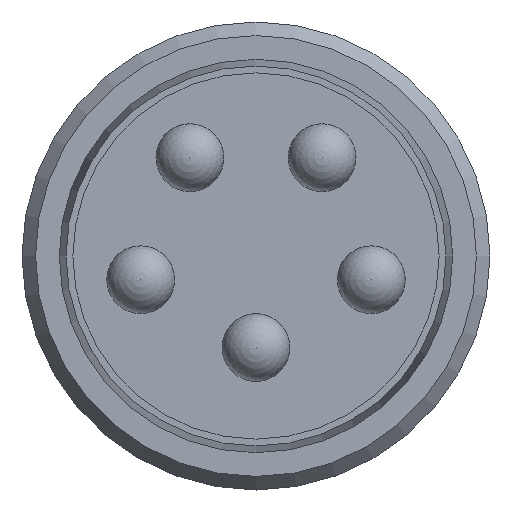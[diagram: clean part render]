
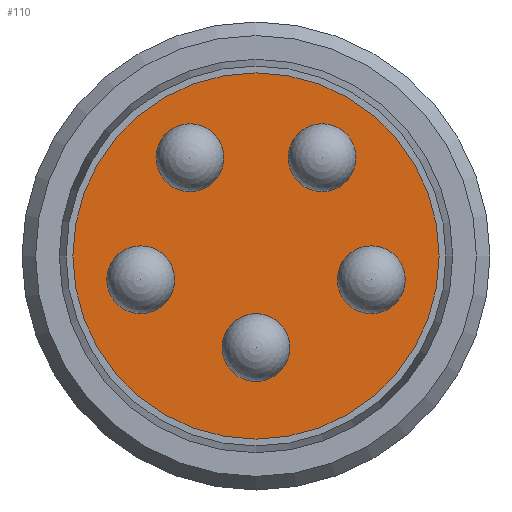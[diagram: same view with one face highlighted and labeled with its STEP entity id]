
A CAD part, front view. The second image highlights one B-rep face of the part: STEP entity #110.
In plain terms, the highlighted planar face has unit normal (0, -1, 0).
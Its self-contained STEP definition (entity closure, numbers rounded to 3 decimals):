
#110=ADVANCED_FACE('',(#180,#181,#182,#183,#184,#185),#165,.F.);
#165=PLANE('',#684);
#180=FACE_BOUND('',#266,.T.);
#181=FACE_BOUND('',#267,.T.);
#182=FACE_BOUND('',#268,.T.);
#183=FACE_BOUND('',#269,.T.);
#184=FACE_BOUND('',#270,.T.);
#185=FACE_BOUND('',#271,.T.);
#266=EDGE_LOOP('',(#368));
#267=EDGE_LOOP('',(#369));
#268=EDGE_LOOP('',(#370));
#269=EDGE_LOOP('',(#371));
#270=EDGE_LOOP('',(#372));
#271=EDGE_LOOP('',(#373));
#368=ORIENTED_EDGE('',*,*,#557,.F.);
#369=ORIENTED_EDGE('',*,*,#558,.F.);
#370=ORIENTED_EDGE('',*,*,#559,.T.);
#371=ORIENTED_EDGE('',*,*,#560,.F.);
#372=ORIENTED_EDGE('',*,*,#561,.F.);
#373=ORIENTED_EDGE('',*,*,#562,.F.);
#498=VERTEX_POINT('',#1022);
#499=VERTEX_POINT('',#1024);
#500=VERTEX_POINT('',#1026);
#501=VERTEX_POINT('',#1028);
#502=VERTEX_POINT('',#1030);
#503=VERTEX_POINT('',#1032);
#557=EDGE_CURVE('',#498,#498,#622,.T.);
#558=EDGE_CURVE('',#499,#499,#623,.T.);
#559=EDGE_CURVE('',#500,#500,#624,.T.);
#560=EDGE_CURVE('',#501,#501,#625,.T.);
#561=EDGE_CURVE('',#502,#502,#626,.T.);
#562=EDGE_CURVE('',#503,#503,#627,.T.);
#622=CIRCLE('',#678,0.5);
#623=CIRCLE('',#679,0.5);
#624=CIRCLE('',#680,2.7);
#625=CIRCLE('',#681,0.5);
#626=CIRCLE('',#682,0.5);
#627=CIRCLE('',#683,0.5);
#678=AXIS2_PLACEMENT_3D('',#1021,#790,#791);
#679=AXIS2_PLACEMENT_3D('',#1023,#792,#793);
#680=AXIS2_PLACEMENT_3D('',#1025,#794,#795);
#681=AXIS2_PLACEMENT_3D('',#1027,#796,#797);
#682=AXIS2_PLACEMENT_3D('',#1029,#798,#799);
#683=AXIS2_PLACEMENT_3D('',#1031,#800,#801);
#684=AXIS2_PLACEMENT_3D('',#1033,#802,#803);
#790=DIRECTION('',(0.,-1.,0.));
#791=DIRECTION('',(0.,0.,1.));
#792=DIRECTION('',(0.,-1.,0.));
#793=DIRECTION('',(0.,0.,1.));
#794=DIRECTION('',(0.,-1.,0.));
#795=DIRECTION('',(0.,0.,-1.));
#796=DIRECTION('',(0.,-1.,0.));
#797=DIRECTION('',(0.,0.,1.));
#798=DIRECTION('',(0.,-1.,0.));
#799=DIRECTION('',(0.,0.,1.));
#800=DIRECTION('',(0.,-1.,0.));
#801=DIRECTION('',(0.,0.,1.));
#802=DIRECTION('',(0.,1.,0.));
#803=DIRECTION('',(0.,0.,-1.));
#1021=CARTESIAN_POINT('',(48.3,50.,-0.35));
#1022=CARTESIAN_POINT('',(48.3,50.,0.15));
#1023=CARTESIAN_POINT('',(51.7,50.,-0.35));
#1024=CARTESIAN_POINT('',(51.7,50.,0.15));
#1025=CARTESIAN_POINT('',(50.,50.,0.));
#1026=CARTESIAN_POINT('',(50.,50.,-2.7));
#1027=CARTESIAN_POINT('',(50.975,50.,1.45));
#1028=CARTESIAN_POINT('',(50.975,50.,1.95));
#1029=CARTESIAN_POINT('',(50.,50.,-1.35));
#1030=CARTESIAN_POINT('',(50.,50.,-0.85));
#1031=CARTESIAN_POINT('',(49.025,50.,1.45));
#1032=CARTESIAN_POINT('',(49.025,50.,1.95));
#1033=CARTESIAN_POINT('',(52.7,50.,0.));
